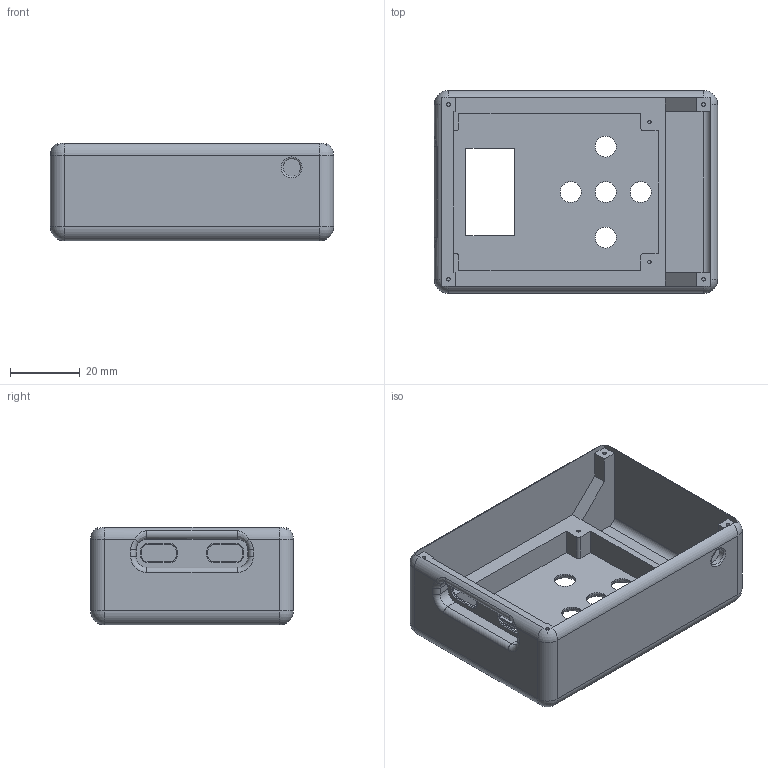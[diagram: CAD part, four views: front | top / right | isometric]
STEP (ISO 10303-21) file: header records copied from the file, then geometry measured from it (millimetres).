
FILE_DESCRIPTION(('STEP AP203'), '1');
FILE_NAME('膰豵鵨', '', ('UNSPECIFIED'), ('UNSPECIFIED'), 'C3D Converter', 'C3D Toolkit', '');
FILE_SCHEMA(('CONFIG_CONTROL_DESIGN'));
Length unit declared in the file: millimetre
Bounding box: 81 x 58 x 27.96 mm (x, y, z)
Volume: 29268.9 mm3; surface area: 23016.5 mm2
Topology: 1 solids, 1 shells, 154 faces, 378 edges, 230 vertices
Faces by surface type: plane 66, cylinder 60, torus 18, sphere 8, bspline 2
Full cylindrical faces by diameter (mm): 1 x8, 5 x1, 6 x5
Entity records: 6008 total; most frequent: CARTESIAN_POINT 1099, DIRECTION 790, ORIENTED_EDGE 708, EDGE_CURVE 354, AXIS2_PLACEMENT_3D 292, VERTEX_POINT 230, LINE 206, VECTOR 206
